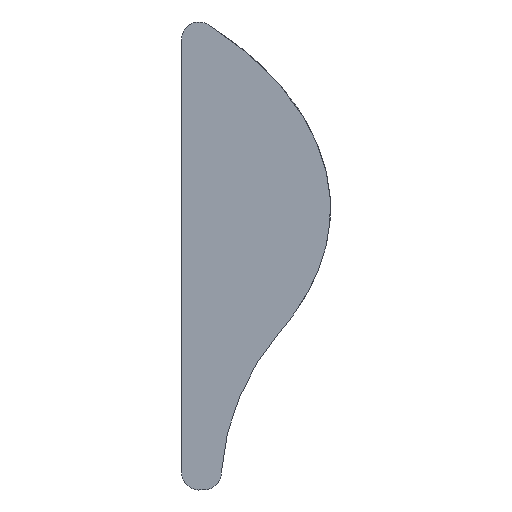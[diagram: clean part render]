
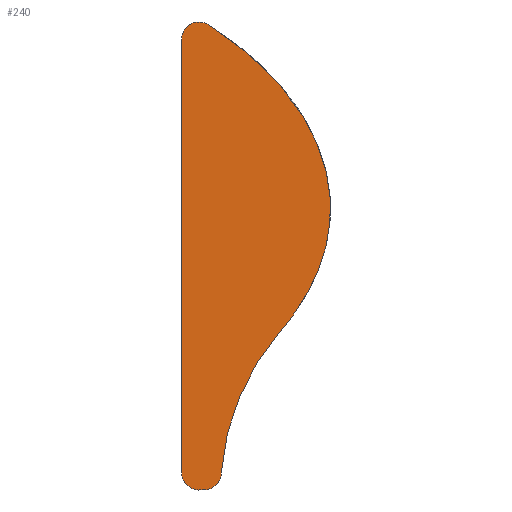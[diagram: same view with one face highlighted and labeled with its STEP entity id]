
A CAD part, front view. The second image highlights one B-rep face of the part: STEP entity #240.
In plain terms, the highlighted planar face has unit normal (0, -1, 0).
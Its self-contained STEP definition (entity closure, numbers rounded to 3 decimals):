
#13=B_SPLINE_CURVE_WITH_KNOTS('',3,(#406,#407,#408,#409,#410,#411,#412,
#413,#414,#415,#416,#417,#418,#419,#420,#421,#422,#423,#424,#425,#426,#427,
#428,#429,#430,#431,#432,#433,#434,#435,#436,#437,#438,#439,#440,#441,#442,
#443,#444,#445,#446,#447,#448,#449,#450,#451),.UNSPECIFIED.,.F.,.F.,(4,
1,1,1,1,1,1,1,1,1,1,1,1,1,1,1,1,1,1,1,1,1,1,1,1,1,1,1,1,1,1,1,1,1,1,1,1,
1,1,1,1,1,1,4),(0.,0.063,0.094,0.109,0.125,0.141,0.156,0.188,
0.219,0.234,0.242,0.25,0.258,0.266,0.281,0.313,0.344,
0.359,0.375,0.391,0.406,0.438,0.469,0.484,0.5,0.516,0.531,
0.563,0.625,0.656,0.688,0.719,0.734,0.75,0.766,0.781,0.813,
0.844,0.859,0.875,0.891,0.906,0.938,1.),.UNSPECIFIED.);
#17=PLANE('',#272);
#27=LINE('',#397,#40);
#28=LINE('',#455,#41);
#40=VECTOR('',#318,1000.);
#41=VECTOR('',#327,1000.);
#57=ORIENTED_EDGE('',*,*,#127,.F.);
#58=ORIENTED_EDGE('',*,*,#128,.F.);
#59=ORIENTED_EDGE('',*,*,#129,.F.);
#60=ORIENTED_EDGE('',*,*,#130,.T.);
#61=ORIENTED_EDGE('',*,*,#131,.F.);
#62=ORIENTED_EDGE('',*,*,#132,.F.);
#63=ORIENTED_EDGE('',*,*,#133,.T.);
#64=ORIENTED_EDGE('',*,*,#134,.F.);
#127=EDGE_CURVE('',#162,#163,#27,.F.);
#128=EDGE_CURVE('',#164,#162,#182,.F.);
#129=EDGE_CURVE('',#165,#164,#183,.F.);
#130=EDGE_CURVE('',#165,#166,#184,.F.);
#131=EDGE_CURVE('',#167,#166,#13,.T.);
#132=EDGE_CURVE('',#168,#167,#185,.F.);
#133=EDGE_CURVE('',#168,#169,#28,.F.);
#134=EDGE_CURVE('',#163,#169,#186,.F.);
#162=VERTEX_POINT('',#398);
#163=VERTEX_POINT('',#399);
#164=VERTEX_POINT('',#401);
#165=VERTEX_POINT('',#403);
#166=VERTEX_POINT('',#405);
#167=VERTEX_POINT('',#452);
#168=VERTEX_POINT('',#454);
#169=VERTEX_POINT('',#456);
#182=CIRCLE('',#273,4.5);
#183=CIRCLE('',#274,4.5);
#184=CIRCLE('',#275,63.985);
#185=CIRCLE('',#276,4.5);
#186=CIRCLE('',#277,4.5);
#198=EDGE_LOOP('',(#57,#58,#59,#60,#61,#62,#63,#64));
#215=FACE_BOUND('',#198,.T.);
#240=ADVANCED_FACE('',(#215),#17,.T.);
#272=AXIS2_PLACEMENT_3D('',#396,#316,#317);
#273=AXIS2_PLACEMENT_3D('',#400,#319,#320);
#274=AXIS2_PLACEMENT_3D('',#402,#321,#322);
#275=AXIS2_PLACEMENT_3D('',#404,#323,#324);
#276=AXIS2_PLACEMENT_3D('',#453,#325,#326);
#277=AXIS2_PLACEMENT_3D('',#457,#328,#329);
#316=DIRECTION('',(0.,-1.,0.));
#317=DIRECTION('',(1.,0.,0.));
#318=DIRECTION('',(1.,0.,0.));
#319=DIRECTION('',(0.,-1.,0.));
#320=DIRECTION('',(1.,0.,0.));
#321=DIRECTION('',(0.,-1.,0.));
#322=DIRECTION('',(1.,0.,0.));
#323=DIRECTION('',(0.,-1.,0.));
#324=DIRECTION('',(1.,0.,0.));
#325=DIRECTION('',(0.,-1.,0.));
#326=DIRECTION('',(1.,0.,0.));
#327=DIRECTION('',(0.,0.,1.));
#328=DIRECTION('',(0.,-1.,0.));
#329=DIRECTION('',(1.,0.,0.));
#396=CARTESIAN_POINT('',(37.893,-10.919,183.371));
#397=CARTESIAN_POINT('',(-80.373,-10.919,117.755));
#398=CARTESIAN_POINT('',(26.564,-10.919,117.762));
#399=CARTESIAN_POINT('',(25.2,-10.919,117.762));
#400=CARTESIAN_POINT('',(26.563,-10.919,122.262));
#401=CARTESIAN_POINT('',(31.063,-10.919,122.262));
#402=CARTESIAN_POINT('',(26.563,-10.919,122.262));
#403=CARTESIAN_POINT('',(31.063,-10.919,122.281));
#404=CARTESIAN_POINT('',(94.864,-10.919,117.425));
#405=CARTESIAN_POINT('',(46.503,-10.919,159.321));
#406=CARTESIAN_POINT('',(27.6,-10.919,239.757));
#407=CARTESIAN_POINT('',(29.333,-10.919,238.664));
#408=CARTESIAN_POINT('',(31.844,-10.919,236.973));
#409=CARTESIAN_POINT('',(34.605,-10.919,234.918));
#410=CARTESIAN_POINT('',(36.15,-10.919,233.709));
#411=CARTESIAN_POINT('',(37.249,-10.919,232.819));
#412=CARTESIAN_POINT('',(38.463,-10.919,231.801));
#413=CARTESIAN_POINT('',(39.992,-10.919,230.469));
#414=CARTESIAN_POINT('',(41.846,-10.919,228.761));
#415=CARTESIAN_POINT('',(43.598,-10.919,227.016));
#416=CARTESIAN_POINT('',(44.769,-10.919,225.778));
#417=CARTESIAN_POINT('',(45.43,-10.919,225.058));
#418=CARTESIAN_POINT('',(45.901,-10.919,224.534));
#419=CARTESIAN_POINT('',(46.432,-10.919,223.931));
#420=CARTESIAN_POINT('',(47.102,-10.919,223.15));
#421=CARTESIAN_POINT('',(48.254,-10.919,221.763));
#422=CARTESIAN_POINT('',(49.8,-10.919,219.76));
#423=CARTESIAN_POINT('',(51.217,-10.919,217.729));
#424=CARTESIAN_POINT('',(52.283,-10.919,216.069));
#425=CARTESIAN_POINT('',(53.021,-10.919,214.855));
#426=CARTESIAN_POINT('',(53.811,-10.919,213.472));
#427=CARTESIAN_POINT('',(54.768,-10.919,211.675));
#428=CARTESIAN_POINT('',(55.86,-10.919,209.392));
#429=CARTESIAN_POINT('',(56.79,-10.919,207.098));
#430=CARTESIAN_POINT('',(57.444,-10.919,205.237));
#431=CARTESIAN_POINT('',(57.881,-10.919,203.862));
#432=CARTESIAN_POINT('',(58.299,-10.919,202.376));
#433=CARTESIAN_POINT('',(58.775,-10.919,200.428));
#434=CARTESIAN_POINT('',(59.43,-10.919,196.993));
#435=CARTESIAN_POINT('',(59.756,-10.919,193.063));
#436=CARTESIAN_POINT('',(59.661,-10.919,189.086));
#437=CARTESIAN_POINT('',(59.376,-10.919,186.121));
#438=CARTESIAN_POINT('',(58.961,-10.919,183.651));
#439=CARTESIAN_POINT('',(58.525,-10.919,181.69));
#440=CARTESIAN_POINT('',(58.136,-10.919,180.191));
#441=CARTESIAN_POINT('',(57.728,-10.919,178.808));
#442=CARTESIAN_POINT('',(57.11,-10.919,176.933));
#443=CARTESIAN_POINT('',(56.224,-10.919,174.621));
#444=CARTESIAN_POINT('',(55.174,-10.919,172.319));
#445=CARTESIAN_POINT('',(54.249,-10.919,170.506));
#446=CARTESIAN_POINT('',(53.483,-10.919,169.111));
#447=CARTESIAN_POINT('',(52.764,-10.919,167.883));
#448=CARTESIAN_POINT('',(51.723,-10.919,166.203));
#449=CARTESIAN_POINT('',(49.779,-10.919,163.323));
#450=CARTESIAN_POINT('',(47.875,-10.919,160.905));
#451=CARTESIAN_POINT('',(46.503,-10.919,159.321));
#452=CARTESIAN_POINT('',(27.6,-10.919,239.757));
#453=CARTESIAN_POINT('',(25.2,-10.919,235.951));
#454=CARTESIAN_POINT('',(20.7,-10.919,235.951));
#455=CARTESIAN_POINT('',(20.7,-10.919,186.584));
#456=CARTESIAN_POINT('',(20.7,-10.919,122.262));
#457=CARTESIAN_POINT('',(25.2,-10.919,122.262));
